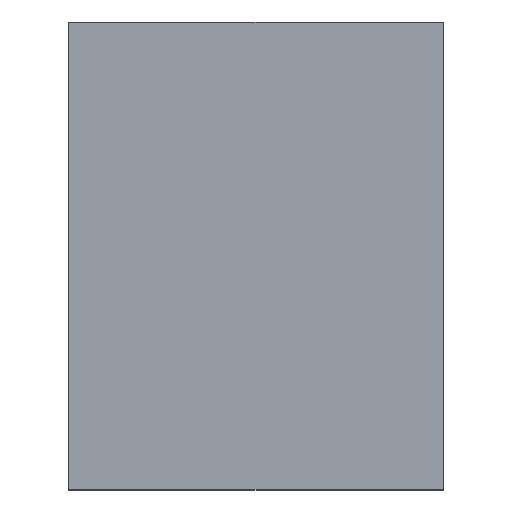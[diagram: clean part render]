
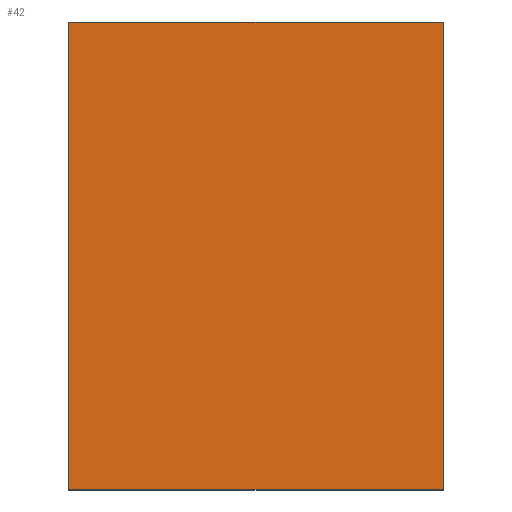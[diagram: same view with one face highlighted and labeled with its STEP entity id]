
A CAD part, top view. The second image highlights one B-rep face of the part: STEP entity #42.
In plain terms, the highlighted planar face has unit normal (0, 0, 1).
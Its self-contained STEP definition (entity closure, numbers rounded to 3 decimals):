
#4 = FACE_OUTER_BOUND ( 'NONE', #187, .T. ) ;
#10 = VERTEX_POINT ( 'NONE', #173 ) ;
#11 = PLANE ( 'NONE',  #165 ) ;
#13 = CARTESIAN_POINT ( 'NONE',  ( 101.6, -127., 1.1 ) ) ;
#16 = EDGE_CURVE ( 'NONE', #82, #60, #148, .T. ) ;
#17 = CARTESIAN_POINT ( 'NONE',  ( -101.6, 127., 1.1 ) ) ;
#18 = CARTESIAN_POINT ( 'NONE',  ( 101.6, 127., 1.1 ) ) ;
#22 = ORIENTED_EDGE ( 'NONE', *, *, #155, .T. ) ;
#30 = VECTOR ( 'NONE', #142, 1000. ) ;
#32 = ORIENTED_EDGE ( 'NONE', *, *, #73, .T. ) ;
#42 = ADVANCED_FACE ( 'NONE', ( #4 ), #11, .T. ) ;
#49 = CARTESIAN_POINT ( 'NONE',  ( -101.6, -127., 1.1 ) ) ;
#60 = VERTEX_POINT ( 'NONE', #147 ) ;
#63 = EDGE_CURVE ( 'NONE', #182, #82, #161, .T. ) ;
#73 = EDGE_CURVE ( 'NONE', #10, #182, #129, .T. ) ;
#76 = DIRECTION ( 'NONE',  ( 0., -1., 0. ) ) ;
#80 = DIRECTION ( 'NONE',  ( 0., 0., 1. ) ) ;
#82 = VERTEX_POINT ( 'NONE', #18 ) ;
#90 = VECTOR ( 'NONE', #76, 1000. ) ;
#96 = ORIENTED_EDGE ( 'NONE', *, *, #63, .T. ) ;
#107 = CARTESIAN_POINT ( 'NONE',  ( 101.6, 127., 1.1 ) ) ;
#129 = LINE ( 'NONE', #49, #191 ) ;
#140 = DIRECTION ( 'NONE',  ( 1., 0., 0. ) ) ;
#142 = DIRECTION ( 'NONE',  ( -1., 0., 0. ) ) ;
#144 = CARTESIAN_POINT ( 'NONE',  ( 0., 0., 1.1 ) ) ;
#147 = CARTESIAN_POINT ( 'NONE',  ( -101.6, 127., 1.1 ) ) ;
#148 = LINE ( 'NONE', #17, #30 ) ;
#154 = DIRECTION ( 'NONE',  ( 1., 0., 0. ) ) ;
#155 = EDGE_CURVE ( 'NONE', #60, #10, #186, .T. ) ;
#161 = LINE ( 'NONE', #107, #190 ) ;
#165 = AXIS2_PLACEMENT_3D ( 'NONE', #144, #80, #140 ) ;
#167 = DIRECTION ( 'NONE',  ( 0., 1., 0. ) ) ;
#173 = CARTESIAN_POINT ( 'NONE',  ( -101.6, -127., 1.1 ) ) ;
#182 = VERTEX_POINT ( 'NONE', #13 ) ;
#186 = LINE ( 'NONE', #188, #90 ) ;
#187 = EDGE_LOOP ( 'NONE', ( #96, #197, #22, #32 ) ) ;
#188 = CARTESIAN_POINT ( 'NONE',  ( -101.6, 127., 1.1 ) ) ;
#190 = VECTOR ( 'NONE', #167, 1000. ) ;
#191 = VECTOR ( 'NONE', #154, 1000. ) ;
#197 = ORIENTED_EDGE ( 'NONE', *, *, #16, .T. ) ;
